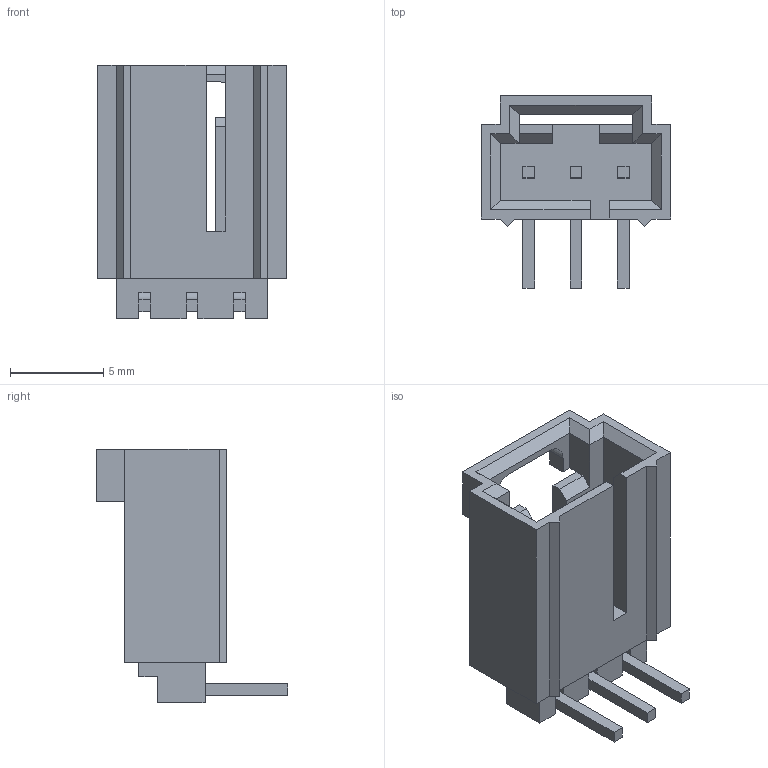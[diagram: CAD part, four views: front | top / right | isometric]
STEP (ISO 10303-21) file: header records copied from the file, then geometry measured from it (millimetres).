
FILE_DESCRIPTION( ( 'STEP AP214' ), '1' );
FILE_NAME( 'psolqas14563945221.stp', '2019-07-16T12:56:39', ( '' ), ( '' ), ' ', 'PARTsolutions', ' ' );
FILE_SCHEMA( ( 'AUTOMOTIVE_DESIGN { 1 0 10303 214 1 1 1 1 }' ) );
Length unit declared in the file: metre
Products named in the file (1): 1
Bounding box: 10.16 x 10.29 x 13.59 mm (x, y, z)
Volume: 402.9 mm3; surface area: 795.4 mm2
Topology: 1 solids, 1 shells, 113 faces, 305 edges, 196 vertices
Faces by surface type: plane 105, cylinder 8
Entity records: 3478 total; most frequent: CARTESIAN_POINT 615, ORIENTED_EDGE 610, DIRECTION 549, EDGE_CURVE 305, LINE 289, VECTOR 289, VERTEX_POINT 196, AXIS2_PLACEMENT_3D 130
